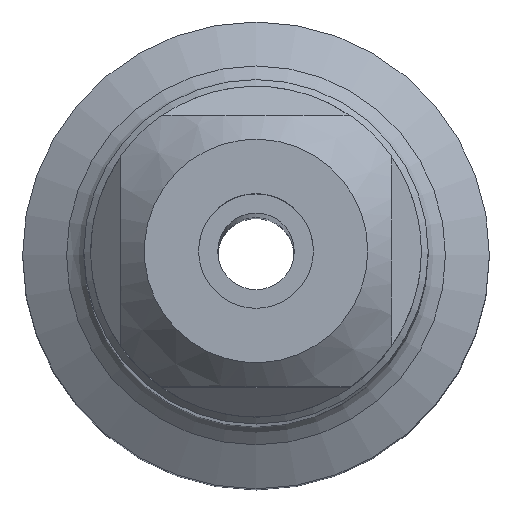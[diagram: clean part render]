
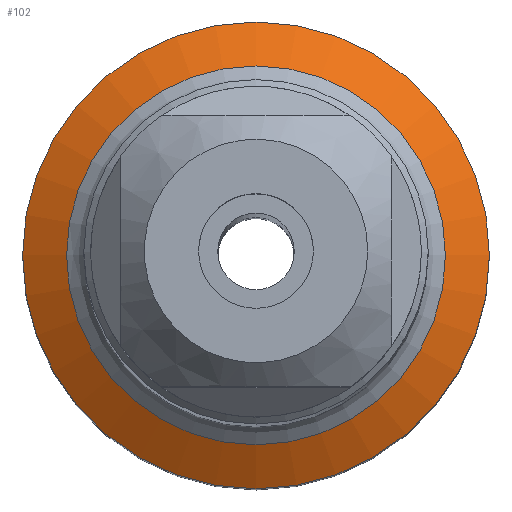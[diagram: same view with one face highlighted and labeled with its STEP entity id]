
A CAD part, top view. The second image highlights one B-rep face of the part: STEP entity #102.
In plain terms, the highlighted conical face has half-angle 60 degrees and reference radius 4.35 mm.
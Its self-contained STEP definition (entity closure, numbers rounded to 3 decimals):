
#91=CONICAL_SURFACE('',#467,4.35,60.);
#102=ADVANCED_FACE('',(#140,#141),#91,.T.);
#140=FACE_BOUND('',#180,.T.);
#141=FACE_BOUND('',#181,.T.);
#180=EDGE_LOOP('',(#228));
#181=EDGE_LOOP('',(#229));
#228=ORIENTED_EDGE('',*,*,#348,.T.);
#229=ORIENTED_EDGE('',*,*,#349,.F.);
#313=VERTEX_POINT('',#685);
#314=VERTEX_POINT('',#687);
#348=EDGE_CURVE('',#313,#313,#391,.T.);
#349=EDGE_CURVE('',#314,#314,#392,.T.);
#391=CIRCLE('',#465,4.95);
#392=CIRCLE('',#466,6.099);
#465=AXIS2_PLACEMENT_3D('',#684,#536,#537);
#466=AXIS2_PLACEMENT_3D('',#686,#538,#539);
#467=AXIS2_PLACEMENT_3D('',#688,#540,#541);
#536=DIRECTION('',(0.,0.,-1.));
#537=DIRECTION('',(-1.,0.,0.));
#538=DIRECTION('',(0.,0.,-1.));
#539=DIRECTION('',(-1.,0.,0.));
#540=DIRECTION('',(0.,0.,-1.));
#541=DIRECTION('',(-1.,0.,0.));
#684=CARTESIAN_POINT('',(0.,0.,-66.336));
#685=CARTESIAN_POINT('',(-4.95,0.,-66.336));
#686=CARTESIAN_POINT('',(0.,0.,-67.));
#687=CARTESIAN_POINT('',(-6.099,0.,-67.));
#688=CARTESIAN_POINT('',(0.,0.,-65.99));
